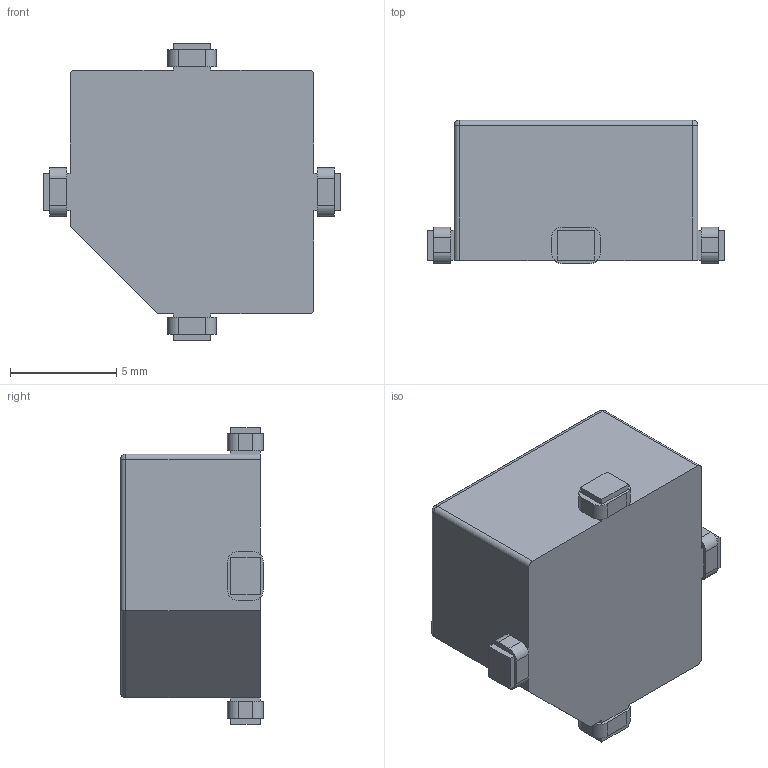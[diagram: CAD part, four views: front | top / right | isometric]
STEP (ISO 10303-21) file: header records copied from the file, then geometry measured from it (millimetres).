
FILE_DESCRIPTION((''),'2;1');
FILE_NAME('PM3604','2012-08-16T',('ryans'),('Bourns, Inc.'),'PRO/ENGINEER BY PARAMETRIC TECHNOLOGY CORPORATION, 2010100','PRO/ENGINEER BY PARAMETRIC TECHNOLOGY CORPORATION, 2010100','');
FILE_SCHEMA(('CONFIG_CONTROL_DESIGN'));
Length unit declared in the file: millimetre
Products named in the file (1): PM3604
Bounding box: 13.97 x 6.73 x 13.97 mm (x, y, z)
Volume: 827.8 mm3; surface area: 570.3 mm2
Topology: 1 solids, 1 shells, 90 faces, 229 edges, 149 vertices
Faces by surface type: plane 63, cylinder 24, sphere 3
Entity records: 2747 total; most frequent: CARTESIAN_POINT 492, ORIENTED_EDGE 458, DIRECTION 451, EDGE_CURVE 229, VECTOR 183, LINE 183, VERTEX_POINT 149, AXIS2_PLACEMENT_3D 134
